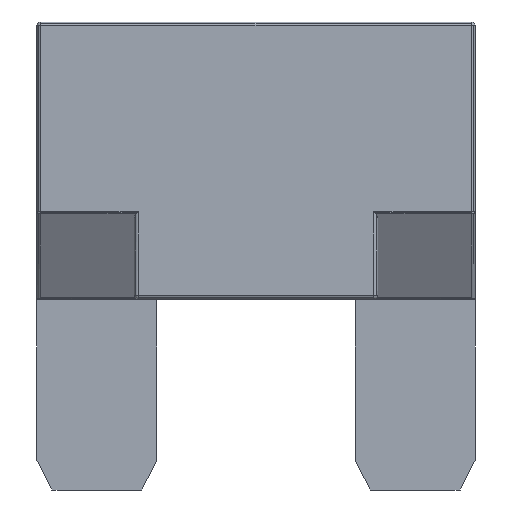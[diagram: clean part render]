
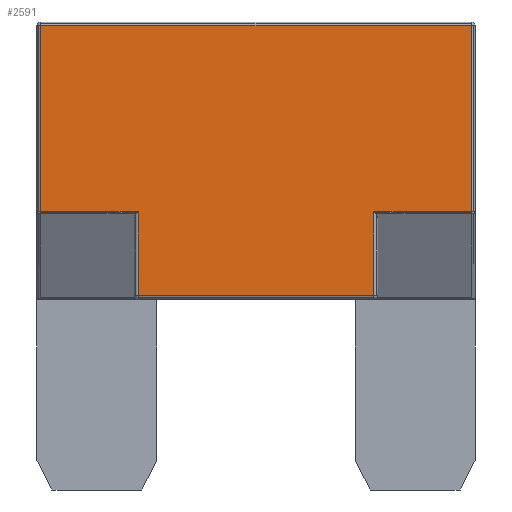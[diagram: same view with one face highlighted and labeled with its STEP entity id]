
A CAD part, front view. The second image highlights one B-rep face of the part: STEP entity #2591.
In plain terms, the highlighted planar face has unit normal (0, -1, 0).
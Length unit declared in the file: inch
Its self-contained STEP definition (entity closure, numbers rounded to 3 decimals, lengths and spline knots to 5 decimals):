
#1294=CARTESIAN_POINT('',(0.56594,-0.1752,0.35433));
#1295=VERTEX_POINT('',#1294);
#1303=CARTESIAN_POINT('',(0.56594,-0.1752,-0.13504));
#1304=VERTEX_POINT('',#1303);
#1305=CARTESIAN_POINT('',(0.56594,-0.1752,0.35433));
#1306=DIRECTION('',(0.0,0.0,-1.0));
#1307=VECTOR('',#1306,0.48937);
#1308=LINE('',#1305,#1307);
#1309=EDGE_CURVE('',#1295,#1304,#1308,.T.);
#1433=CARTESIAN_POINT('',(-0.31004,-0.1752,-0.35433));
#1434=VERTEX_POINT('',#1433);
#1475=CARTESIAN_POINT('',(0.31004,-0.1752,-0.35433));
#1476=VERTEX_POINT('',#1475);
#1603=CARTESIAN_POINT('',(-0.56594,-0.1752,-0.13504));
#1604=VERTEX_POINT('',#1603);
#1705=CARTESIAN_POINT('',(-0.56594,-0.1752,0.35433));
#1706=VERTEX_POINT('',#1705);
#1774=CARTESIAN_POINT('',(-0.56594,-0.1752,0.35433));
#1775=DIRECTION('',(1.0,0.0,0.0));
#1776=VECTOR('',#1775,1.13189);
#1777=LINE('',#1774,#1776);
#1778=EDGE_CURVE('',#1706,#1295,#1777,.T.);
#1825=CARTESIAN_POINT('',(-0.56594,-0.1752,-0.13504));
#1826=DIRECTION('',(0.0,0.0,1.0));
#1827=VECTOR('',#1826,0.48937);
#1828=LINE('',#1825,#1827);
#1829=EDGE_CURVE('',#1604,#1706,#1828,.T.);
#1893=CARTESIAN_POINT('',(0.31004,-0.1752,-0.13504));
#1894=VERTEX_POINT('',#1893);
#1895=CARTESIAN_POINT('',(0.56594,-0.1752,-0.13504));
#1896=DIRECTION('',(-1.0,0.0,0.0));
#1897=VECTOR('',#1896,0.25591);
#1898=LINE('',#1895,#1897);
#1899=EDGE_CURVE('',#1304,#1894,#1898,.T.);
#1951=CARTESIAN_POINT('',(-0.31004,-0.1752,-0.13504));
#1952=VERTEX_POINT('',#1951);
#1960=CARTESIAN_POINT('',(-0.31004,-0.1752,-0.13504));
#1961=DIRECTION('',(-1.0,0.0,0.0));
#1962=VECTOR('',#1961,0.25591);
#1963=LINE('',#1960,#1962);
#1964=EDGE_CURVE('',#1952,#1604,#1963,.T.);
#2062=CARTESIAN_POINT('',(0.31004,-0.1752,-0.13504));
#2063=DIRECTION('',(0.0,0.0,-1.0));
#2064=VECTOR('',#2063,0.2193);
#2065=LINE('',#2062,#2064);
#2066=EDGE_CURVE('',#1894,#1476,#2065,.T.);
#2138=CARTESIAN_POINT('',(-0.31004,-0.1752,-0.35433));
#2139=DIRECTION('',(0.0,0.0,1.0));
#2140=VECTOR('',#2139,0.2193);
#2141=LINE('',#2138,#2140);
#2142=EDGE_CURVE('',#1434,#1952,#2141,.T.);
#2266=CARTESIAN_POINT('',(0.31004,-0.1752,-0.35433));
#2267=DIRECTION('',(-1.0,0.0,0.0));
#2268=VECTOR('',#2267,0.62008);
#2269=LINE('',#2266,#2268);
#2270=EDGE_CURVE('',#1476,#1434,#2269,.T.);
#2576=CARTESIAN_POINT('',(0.57579,-0.1752,0.0));
#2577=DIRECTION('',(0.0,-1.0,0.0));
#2578=DIRECTION('',(0.0,0.0,-1.0));
#2579=AXIS2_PLACEMENT_3D('',#2576,#2577,#2578);
#2580=PLANE('',#2579);
#2581=ORIENTED_EDGE('',*,*,#1778,.F.);
#2582=ORIENTED_EDGE('',*,*,#1829,.F.);
#2583=ORIENTED_EDGE('',*,*,#1964,.F.);
#2584=ORIENTED_EDGE('',*,*,#2142,.F.);
#2585=ORIENTED_EDGE('',*,*,#2270,.F.);
#2586=ORIENTED_EDGE('',*,*,#2066,.F.);
#2587=ORIENTED_EDGE('',*,*,#1899,.F.);
#2588=ORIENTED_EDGE('',*,*,#1309,.F.);
#2589=EDGE_LOOP('',(#2581,#2582,#2583,#2584,#2585,#2586,#2587,#2588));
#2590=FACE_OUTER_BOUND('',#2589,.T.);
#2591=ADVANCED_FACE('',(#2590),#2580,.T.);
